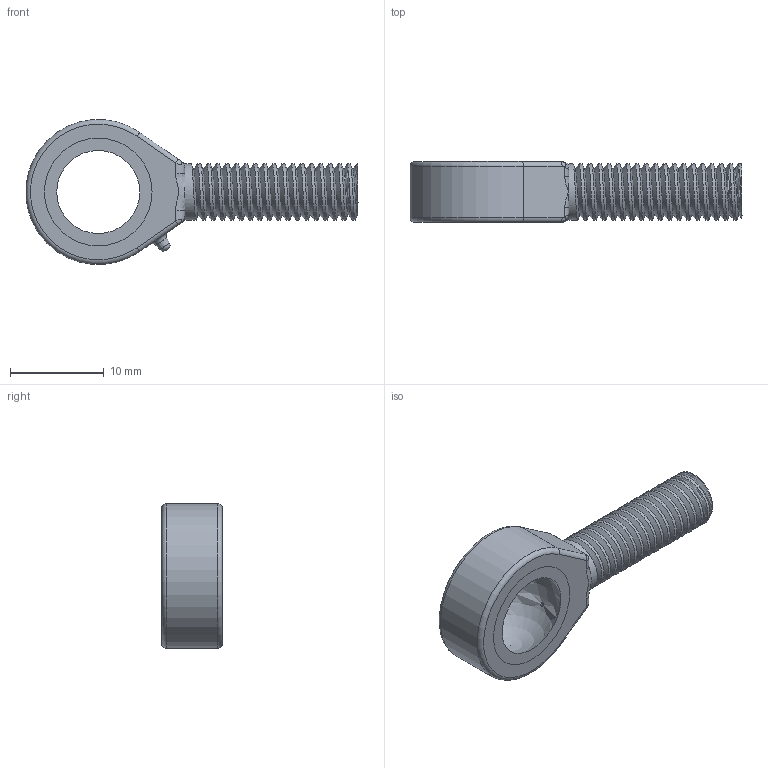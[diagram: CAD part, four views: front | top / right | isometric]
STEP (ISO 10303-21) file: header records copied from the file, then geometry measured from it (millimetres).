
FILE_DESCRIPTION(/* description */ (''),/* implementation_level */ '2;1');
FILE_NAME(/* name */ 'Steering Eye.stp',/* time_stamp */ '2025-04-26T14:38:34-03:00',/* author */ ('erikg'),/* organization */ (''),/* preprocessor_version */ 'ST-DEVELOPER v20',/* originating_system */ 'Autodesk Inventor 2025',/* authorisation */ '');
FILE_SCHEMA (('AUTOMOTIVE_DESIGN { 1 0 10303 214 3 1 1 }'));
Length unit declared in the file: millimetre
Products named in the file (1): Steering Eye
Bounding box: 35.47 x 6.5 x 15.44 mm (x, y, z)
Volume: 1238 mm3; surface area: 1827.2 mm2
Topology: 2 solids, 2 shells, 70 faces, 180 edges, 106 vertices
Faces by surface type: cylinder 34, bspline 17, plane 12, cone 3, torus 3, sphere 1
Full cylindrical faces by diameter (mm): 6 x18, 11.5 x2
Entity records: 5490 total; most frequent: CARTESIAN_POINT 3928, ORIENTED_EDGE 340, DIRECTION 291, EDGE_CURVE 170, AXIS2_PLACEMENT_3D 119, VERTEX_POINT 106, EDGE_LOOP 80, FACE_OUTER_BOUND 70
